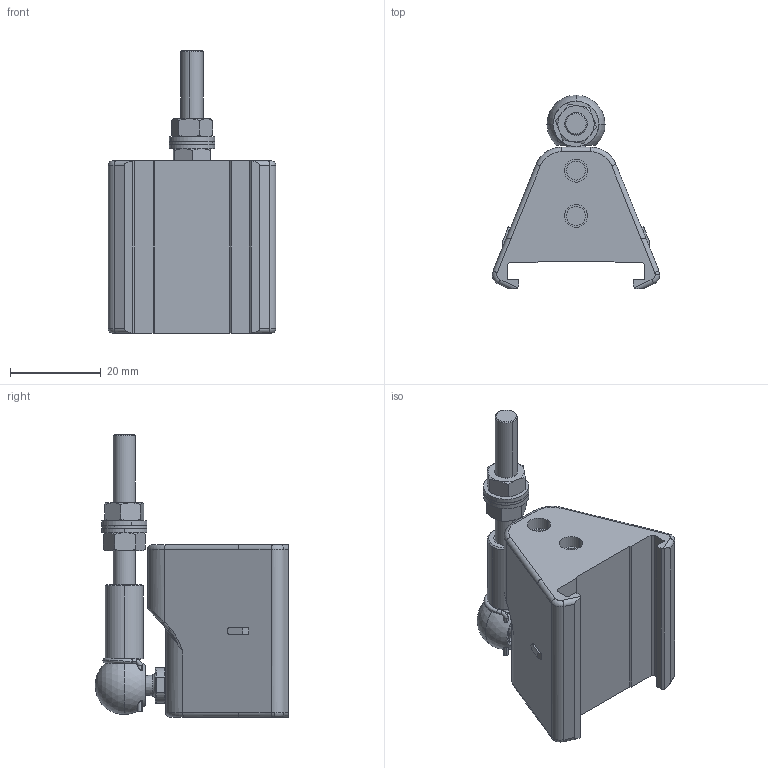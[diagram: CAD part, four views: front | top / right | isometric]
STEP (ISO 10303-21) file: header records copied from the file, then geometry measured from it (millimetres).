
FILE_DESCRIPTION (( 'STEP AP203' ), '1' );
FILE_NAME ('PCUR212-1KJ.step', '2021-07-07T10:21:13', ( '' ), ( '' ), 'SwSTEP 2.0', 'SolidWorks 2021', '' );
FILE_SCHEMA (( 'CONFIG_CONTROL_DESIGN' ));
Length unit declared in the file: millimetre
Products named in the file (1): PCUR212-1KJ
Bounding box: 36.91 x 42.68 x 62.25 mm (x, y, z)
Volume: 24664.9 mm3; surface area: 11147.5 mm2
Topology: 11 solids, 12 shells, 378 faces, 871 edges, 524 vertices
Faces by surface type: cylinder 119, plane 107, cone 90, torus 42, sphere 10, bspline 10
Entity records: 12332 total; most frequent: CARTESIAN_POINT 3714, DIRECTION 1883, ORIENTED_EDGE 1722, EDGE_CURVE 861, AXIS2_PLACEMENT_3D 761, VERTEX_POINT 522, EDGE_LOOP 407, CIRCLE 392
